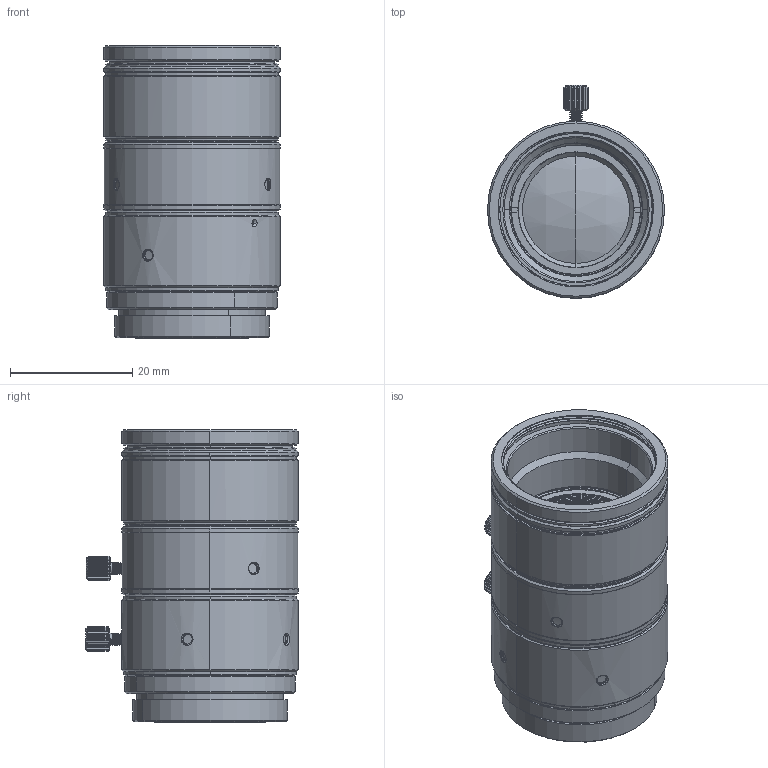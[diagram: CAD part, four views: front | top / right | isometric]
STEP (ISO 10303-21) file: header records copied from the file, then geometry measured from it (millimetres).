
FILE_DESCRIPTION (( 'STEP AP203' ), '1' );
FILE_NAME ('600061.STEP', '2022-02-18T06:51:23', ( '' ), ( '' ), 'SwSTEP 2.0', 'SolidWorks 2020', '' );
FILE_SCHEMA (( 'CONFIG_CONTROL_DESIGN' ));
Length unit declared in the file: millimetre
Products named in the file (1): 600061
Bounding box: 29 x 34.9 x 47.97 mm (x, y, z)
Volume: 23917.4 mm3; surface area: 9622.8 mm2
Topology: 10 solids, 11 shells, 909 faces, 2353 edges, 1505 vertices
Faces by surface type: cylinder 422, plane 251, cone 177, bspline 41, torus 16, sphere 2
Entity records: 49344 total; most frequent: CARTESIAN_POINT 28651, ORIENTED_EDGE 4706, DIRECTION 3703, EDGE_CURVE 2353, VERTEX_POINT 1505, AXIS2_PLACEMENT_3D 1446, EDGE_LOOP 956, B_SPLINE_CURVE_WITH_KNOTS 950
